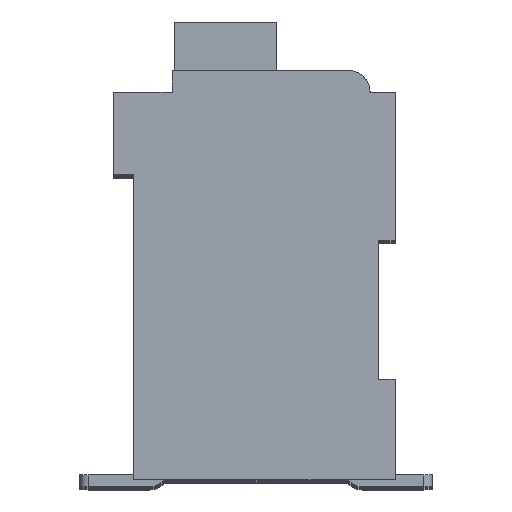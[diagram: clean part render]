
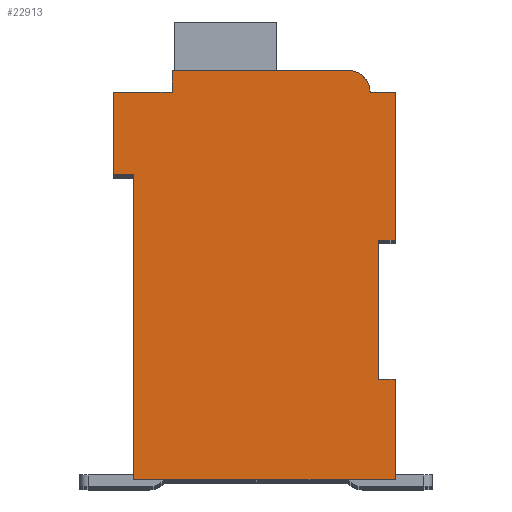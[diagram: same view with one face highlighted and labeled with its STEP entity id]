
A CAD part, top view. The second image highlights one B-rep face of the part: STEP entity #22913.
In plain terms, the highlighted planar face has unit normal (0, 0, 1).
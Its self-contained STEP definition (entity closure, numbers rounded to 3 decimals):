
#2274=DIRECTION('',(1.,0.,0.));
#2275=VECTOR('',#2274,0.5);
#2276=CARTESIAN_POINT('',(7.3,7.15,2.1));
#2277=LINE('',#2276,#2275);
#2278=DIRECTION('',(0.,1.,0.));
#2279=VECTOR('',#2278,4.15);
#2280=CARTESIAN_POINT('',(7.3,3.,2.1));
#2281=LINE('',#2280,#2279);
#2282=DIRECTION('',(-1.,0.,0.));
#2283=VECTOR('',#2282,0.5);
#2284=CARTESIAN_POINT('',(7.8,3.,2.1));
#2285=LINE('',#2284,#2283);
#2286=DIRECTION('',(0.,1.,0.));
#2287=VECTOR('',#2286,3.);
#2288=CARTESIAN_POINT('',(7.8,0.,2.1));
#2289=LINE('',#2288,#2287);
#2290=DIRECTION('',(1.,0.,0.));
#2291=VECTOR('',#2290,7.8);
#2292=CARTESIAN_POINT('',(0.,0.,2.1));
#2293=LINE('',#2292,#2291);
#2294=DIRECTION('',(0.,-1.,0.));
#2295=VECTOR('',#2294,9.1);
#2296=CARTESIAN_POINT('',(0.,9.1,2.1));
#2297=LINE('',#2296,#2295);
#2298=DIRECTION('',(1.,0.,0.));
#2299=VECTOR('',#2298,0.6);
#2300=CARTESIAN_POINT('',(-0.6,9.1,2.1));
#2301=LINE('',#2300,#2299);
#2302=DIRECTION('',(0.,-1.,0.));
#2303=VECTOR('',#2302,2.45);
#2304=CARTESIAN_POINT('',(-0.6,11.55,2.1));
#2305=LINE('',#2304,#2303);
#2306=DIRECTION('',(-1.,0.,0.));
#2307=VECTOR('',#2306,1.75);
#2308=CARTESIAN_POINT('',(1.15,11.55,2.1));
#2309=LINE('',#2308,#2307);
#2310=DIRECTION('',(0.,-1.,0.));
#2311=VECTOR('',#2310,0.65);
#2312=CARTESIAN_POINT('',(1.15,12.2,2.1));
#2313=LINE('',#2312,#2311);
#2314=DIRECTION('',(-1.,0.,0.));
#2315=VECTOR('',#2314,5.25);
#2316=CARTESIAN_POINT('',(6.4,12.2,2.1));
#2317=LINE('',#2316,#2315);
#2318=CARTESIAN_POINT('',(6.4,11.55,2.1));
#2319=DIRECTION('',(0.,0.,1.));
#2320=DIRECTION('',(1.,0.,0.));
#2321=AXIS2_PLACEMENT_3D('',#2318,#2319,#2320);
#2323=DIRECTION('',(-1.,0.,0.));
#2324=VECTOR('',#2323,0.75);
#2325=CARTESIAN_POINT('',(7.8,11.55,2.1));
#2326=LINE('',#2325,#2324);
#2327=DIRECTION('',(0.,1.,0.));
#2328=VECTOR('',#2327,4.4);
#2329=CARTESIAN_POINT('',(7.8,7.15,2.1));
#2330=LINE('',#2329,#2328);
#15919=CARTESIAN_POINT('',(7.3,7.15,2.1));
#15920=CARTESIAN_POINT('',(7.8,7.15,2.1));
#15921=VERTEX_POINT('',#15919);
#15922=VERTEX_POINT('',#15920);
#15923=CARTESIAN_POINT('',(7.8,11.55,2.1));
#15924=VERTEX_POINT('',#15923);
#15925=CARTESIAN_POINT('',(7.05,11.55,2.1));
#15926=VERTEX_POINT('',#15925);
#15927=CARTESIAN_POINT('',(6.4,12.2,2.1));
#15928=VERTEX_POINT('',#15927);
#15929=CARTESIAN_POINT('',(1.15,12.2,2.1));
#15930=VERTEX_POINT('',#15929);
#15931=CARTESIAN_POINT('',(1.15,11.55,2.1));
#15932=VERTEX_POINT('',#15931);
#15933=CARTESIAN_POINT('',(-0.6,11.55,2.1));
#15934=VERTEX_POINT('',#15933);
#15935=CARTESIAN_POINT('',(-0.6,9.1,2.1));
#15936=VERTEX_POINT('',#15935);
#15937=CARTESIAN_POINT('',(0.,9.1,2.1));
#15938=VERTEX_POINT('',#15937);
#15939=CARTESIAN_POINT('',(0.,0.,2.1));
#15940=VERTEX_POINT('',#15939);
#15941=CARTESIAN_POINT('',(7.8,0.,2.1));
#15942=VERTEX_POINT('',#15941);
#15943=CARTESIAN_POINT('',(7.8,3.,2.1));
#15944=VERTEX_POINT('',#15943);
#15945=CARTESIAN_POINT('',(7.3,3.,2.1));
#15946=VERTEX_POINT('',#15945);
#22883=CARTESIAN_POINT('',(0.,0.,2.1));
#22884=DIRECTION('',(0.,0.,1.));
#22885=DIRECTION('',(1.,0.,0.));
#22886=AXIS2_PLACEMENT_3D('',#22883,#22884,#22885);
#22887=PLANE('',#22886);
#22888=ORIENTED_EDGE('',*,*,#20888,.F.);
#22889=ORIENTED_EDGE('',*,*,#21682,.F.);
#22891=ORIENTED_EDGE('',*,*,#22890,.F.);
#22893=ORIENTED_EDGE('',*,*,#22892,.F.);
#22894=ORIENTED_EDGE('',*,*,#22123,.F.);
#22895=ORIENTED_EDGE('',*,*,#21976,.F.);
#22897=ORIENTED_EDGE('',*,*,#22896,.F.);
#22899=ORIENTED_EDGE('',*,*,#22898,.F.);
#22901=ORIENTED_EDGE('',*,*,#22900,.F.);
#22903=ORIENTED_EDGE('',*,*,#22902,.F.);
#22905=ORIENTED_EDGE('',*,*,#22904,.F.);
#22907=ORIENTED_EDGE('',*,*,#22906,.F.);
#22909=ORIENTED_EDGE('',*,*,#22908,.F.);
#22910=ORIENTED_EDGE('',*,*,#21318,.F.);
#22911=EDGE_LOOP('',(#22888,#22889,#22891,#22893,#22894,#22895,#22897,#22899,
#22901,#22903,#22905,#22907,#22909,#22910));
#22912=FACE_OUTER_BOUND('',#22911,.F.);
#2322=CIRCLE('',#2321,0.65);
#20888=EDGE_CURVE('',#15921,#15922,#2277,.T.);
#21318=EDGE_CURVE('',#15922,#15924,#2330,.T.);
#21682=EDGE_CURVE('',#15946,#15921,#2281,.T.);
#21976=EDGE_CURVE('',#15938,#15940,#2297,.T.);
#22123=EDGE_CURVE('',#15940,#15942,#2293,.T.);
#22890=EDGE_CURVE('',#15944,#15946,#2285,.T.);
#22892=EDGE_CURVE('',#15942,#15944,#2289,.T.);
#22896=EDGE_CURVE('',#15936,#15938,#2301,.T.);
#22898=EDGE_CURVE('',#15934,#15936,#2305,.T.);
#22900=EDGE_CURVE('',#15932,#15934,#2309,.T.);
#22902=EDGE_CURVE('',#15930,#15932,#2313,.T.);
#22904=EDGE_CURVE('',#15928,#15930,#2317,.T.);
#22906=EDGE_CURVE('',#15926,#15928,#2322,.T.);
#22908=EDGE_CURVE('',#15924,#15926,#2326,.T.);
#22913=ADVANCED_FACE('',(#22912),#22887,.T.);
